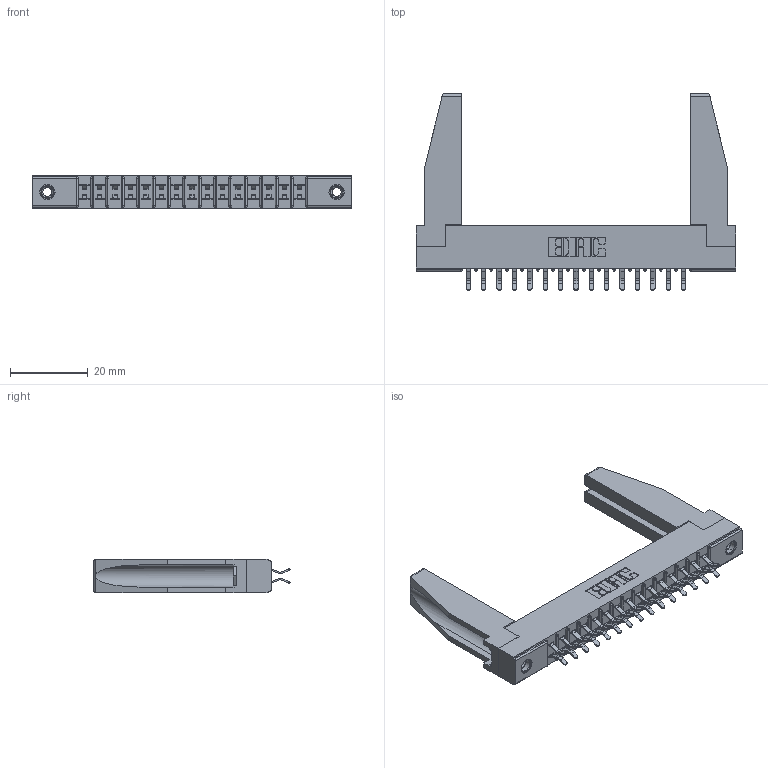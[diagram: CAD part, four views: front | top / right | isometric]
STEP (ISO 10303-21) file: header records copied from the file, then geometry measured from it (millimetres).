
FILE_DESCRIPTION (( 'STEP AP203' ), '1' );
FILE_NAME ('305-030-556-578.STEP', '2019-09-09T16:25:43', ( '' ), ( '' ), 'SwSTEP 2.0', 'SolidWorks 2016', '' );
FILE_SCHEMA (( 'CONFIG_CONTROL_DESIGN' ));
Length unit declared in the file: inch
Products named in the file (5): 305-290-001_556; 305-030-556-578; 305 Part_.156 Dia; 307-220-078; 345-250-001_345-250-001-102
Assembly tree (35 placements, depth 2):
  305-030-556-578
    305 Part_.156 Dia
    305-290-001_556  x30
    345-250-001_345-250-001-102  x2
    307-220-078  x2
Bounding box: 82.45 x 50.67 x 8.71 mm (x, y, z)
Volume: 8957.1 mm3; surface area: 13276.2 mm2
Topology: 35 solids, 35 shells, 1926 faces, 5491 edges, 3570 vertices
Faces by surface type: plane 1082, cylinder 768, sphere 60, cone 12, torus 4
Entity records: 22189 total; most frequent: CARTESIAN_POINT 3681, ORIENTED_EDGE 3608, DIRECTION 3544, EDGE_CURVE 1804, VECTOR 1422, LINE 1422, VERTEX_POINT 1156, AXIS2_PLACEMENT_3D 1061
